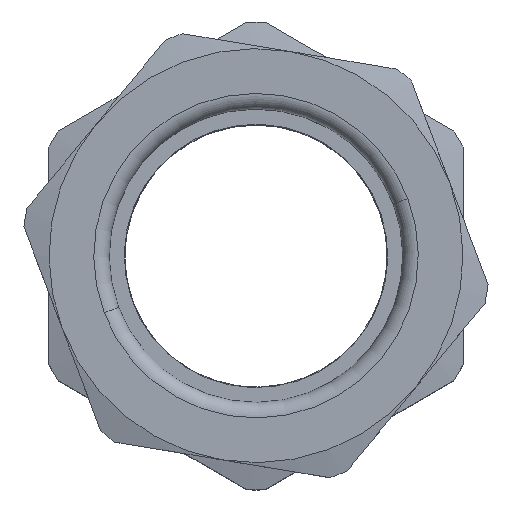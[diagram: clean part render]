
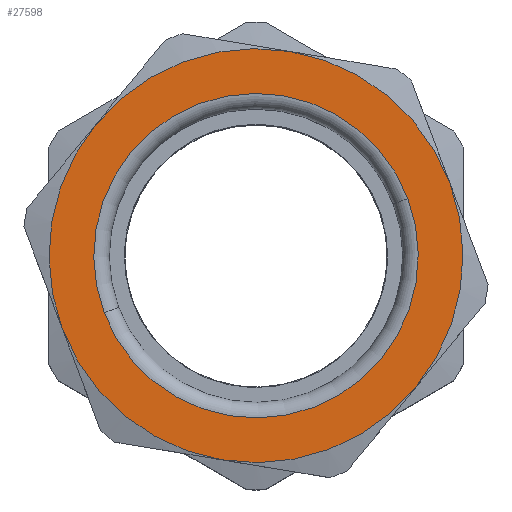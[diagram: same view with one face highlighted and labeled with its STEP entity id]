
A CAD part, top view. The second image highlights one B-rep face of the part: STEP entity #27598.
In plain terms, the highlighted face is planar.
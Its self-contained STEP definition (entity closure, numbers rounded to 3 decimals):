
#693 = DIRECTION ( 'NONE',  ( 0., 0., 1. ) ) ;
#1145 = CARTESIAN_POINT ( 'NONE',  ( -34.641, 8., 20. ) ) ;
#2141 = CARTESIAN_POINT ( 'NONE',  ( 0., 8., 0. ) ) ;
#2599 = DIRECTION ( 'NONE',  ( 0., 0., -1. ) ) ;
#2696 = DIRECTION ( 'NONE',  ( 0., -1., 0. ) ) ;
#2880 = CIRCLE ( 'NONE', #11776, 40. ) ;
#3173 = CARTESIAN_POINT ( 'NONE',  ( 0., 8., 0. ) ) ;
#3230 = DIRECTION ( 'NONE',  ( 0., -1., 0. ) ) ;
#3687 = EDGE_CURVE ( 'NONE', #10526, #7007, #2880, .T. ) ;
#4003 = CARTESIAN_POINT ( 'NONE',  ( 0., 8., 0. ) ) ;
#4389 = DIRECTION ( 'NONE',  ( 0., 0., -1. ) ) ;
#4443 = VERTEX_POINT ( 'NONE', #28309 ) ;
#5030 = ORIENTED_EDGE ( 'NONE', *, *, #20609, .F. ) ;
#5278 = DIRECTION ( 'NONE',  ( 0., -1., 0. ) ) ;
#5743 = DIRECTION ( 'NONE',  ( 0., 0., -1. ) ) ;
#5879 = DIRECTION ( 'NONE',  ( 0., 0., -1. ) ) ;
#5907 = CIRCLE ( 'NONE', #10400, 40. ) ;
#5992 = ORIENTED_EDGE ( 'NONE', *, *, #26495, .F. ) ;
#6025 = VERTEX_POINT ( 'NONE', #24174 ) ;
#6651 = EDGE_CURVE ( 'NONE', #11203, #8673, #15235, .T. ) ;
#7007 = VERTEX_POINT ( 'NONE', #8025 ) ;
#7364 = ORIENTED_EDGE ( 'NONE', *, *, #11605, .F. ) ;
#7815 = DIRECTION ( 'NONE',  ( 0., 1., 0. ) ) ;
#8025 = CARTESIAN_POINT ( 'NONE',  ( 34.641, 8., -20. ) ) ;
#8673 = VERTEX_POINT ( 'NONE', #26321 ) ;
#9243 = DIRECTION ( 'NONE',  ( 0., 0., -1. ) ) ;
#9725 = DIRECTION ( 'NONE',  ( 0., -1., 0. ) ) ;
#10400 = AXIS2_PLACEMENT_3D ( 'NONE', #4003, #15938, #17944 ) ;
#10526 = VERTEX_POINT ( 'NONE', #15621 ) ;
#10807 = AXIS2_PLACEMENT_3D ( 'NONE', #2141, #9725, #2599 ) ;
#11203 = VERTEX_POINT ( 'NONE', #14766 ) ;
#11605 = EDGE_CURVE ( 'NONE', #6025, #10526, #5907, .T. ) ;
#11776 = AXIS2_PLACEMENT_3D ( 'NONE', #21897, #27012, #5743 ) ;
#12110 = CIRCLE ( 'NONE', #17047, 40. ) ;
#12320 = CARTESIAN_POINT ( 'NONE',  ( 0., 8., 0. ) ) ;
#12937 = FACE_OUTER_BOUND ( 'NONE', #17114, .T. ) ;
#12989 = CARTESIAN_POINT ( 'NONE',  ( 0., 8., 0. ) ) ;
#13159 = EDGE_CURVE ( 'NONE', #13379, #6025, #28807, .T. ) ;
#13379 = VERTEX_POINT ( 'NONE', #1145 ) ;
#13873 = AXIS2_PLACEMENT_3D ( 'NONE', #3173, #7815, #693 ) ;
#14717 = ORIENTED_EDGE ( 'NONE', *, *, #13159, .F. ) ;
#14766 = CARTESIAN_POINT ( 'NONE',  ( 0., 8., -31.35 ) ) ;
#14800 = EDGE_CURVE ( 'NONE', #8673, #11203, #18637, .T. ) ;
#14815 = PLANE ( 'NONE',  #13873 ) ;
#15235 = CIRCLE ( 'NONE', #30135, 31.35 ) ;
#15369 = AXIS2_PLACEMENT_3D ( 'NONE', #16378, #18856, #9243 ) ;
#15621 = CARTESIAN_POINT ( 'NONE',  ( 0., 8., -40. ) ) ;
#15938 = DIRECTION ( 'NONE',  ( 0., -1., 0. ) ) ;
#16166 = CARTESIAN_POINT ( 'NONE',  ( 0., 8., 0. ) ) ;
#16378 = CARTESIAN_POINT ( 'NONE',  ( 0., 8., 0. ) ) ;
#17047 = AXIS2_PLACEMENT_3D ( 'NONE', #16166, #25635, #4389 ) ;
#17114 = EDGE_LOOP ( 'NONE', ( #5992, #17777, #5030, #25201, #7364, #14717 ) ) ;
#17242 = CARTESIAN_POINT ( 'NONE',  ( 0., 8., 40. ) ) ;
#17777 = ORIENTED_EDGE ( 'NONE', *, *, #18923, .F. ) ;
#17944 = DIRECTION ( 'NONE',  ( 0., 0., -1. ) ) ;
#18637 = CIRCLE ( 'NONE', #21129, 31.35 ) ;
#18856 = DIRECTION ( 'NONE',  ( 0., -1., 0. ) ) ;
#18923 = EDGE_CURVE ( 'NONE', #4443, #26138, #19220, .T. ) ;
#19220 = CIRCLE ( 'NONE', #10807, 40. ) ;
#19822 = DIRECTION ( 'NONE',  ( 0., 0., 1. ) ) ;
#20078 = CIRCLE ( 'NONE', #25538, 40. ) ;
#20609 = EDGE_CURVE ( 'NONE', #7007, #4443, #12110, .T. ) ;
#21129 = AXIS2_PLACEMENT_3D ( 'NONE', #12989, #3230, #19822 ) ;
#21782 = DIRECTION ( 'NONE',  ( 0., 0., 1. ) ) ;
#21897 = CARTESIAN_POINT ( 'NONE',  ( 0., 8., 0. ) ) ;
#21943 = ORIENTED_EDGE ( 'NONE', *, *, #6651, .T. ) ;
#22183 = CARTESIAN_POINT ( 'NONE',  ( 0., 8., 0. ) ) ;
#23657 = ORIENTED_EDGE ( 'NONE', *, *, #14800, .T. ) ;
#24174 = CARTESIAN_POINT ( 'NONE',  ( -34.641, 8., -20. ) ) ;
#24426 = FACE_BOUND ( 'NONE', #29734, .T. ) ;
#25201 = ORIENTED_EDGE ( 'NONE', *, *, #3687, .F. ) ;
#25538 = AXIS2_PLACEMENT_3D ( 'NONE', #22183, #5278, #5879 ) ;
#25635 = DIRECTION ( 'NONE',  ( 0., -1., 0. ) ) ;
#26138 = VERTEX_POINT ( 'NONE', #17242 ) ;
#26321 = CARTESIAN_POINT ( 'NONE',  ( 0., 8., 31.35 ) ) ;
#26495 = EDGE_CURVE ( 'NONE', #26138, #13379, #20078, .T. ) ;
#27012 = DIRECTION ( 'NONE',  ( 0., -1., 0. ) ) ;
#27598 = ADVANCED_FACE ( 'NONE', ( #24426, #12937 ), #14815, .T. ) ;
#28309 = CARTESIAN_POINT ( 'NONE',  ( 34.641, 8., 20. ) ) ;
#28807 = CIRCLE ( 'NONE', #15369, 40. ) ;
#29734 = EDGE_LOOP ( 'NONE', ( #23657, #21943 ) ) ;
#30135 = AXIS2_PLACEMENT_3D ( 'NONE', #12320, #2696, #21782 ) ;
